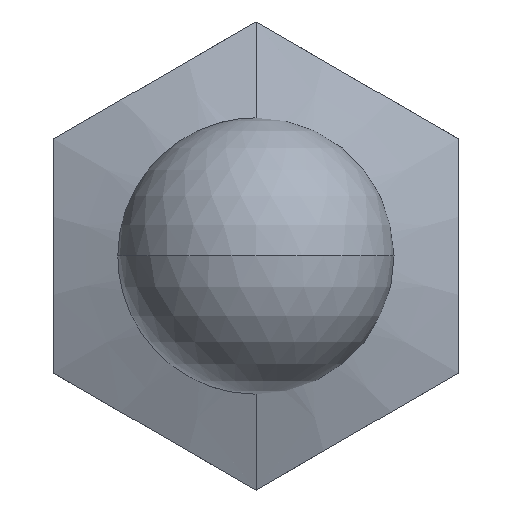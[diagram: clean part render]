
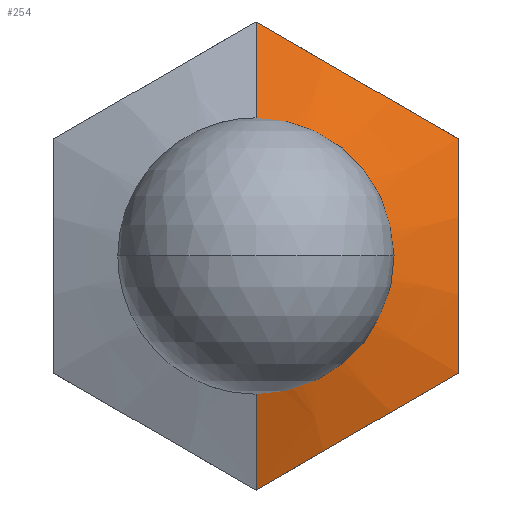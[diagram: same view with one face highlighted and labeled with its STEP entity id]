
A CAD part, front view. The second image highlights one B-rep face of the part: STEP entity #254.
In plain terms, the highlighted conical face has half-angle 70 degrees and reference radius 12.7 mm.
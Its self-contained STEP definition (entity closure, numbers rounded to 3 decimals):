
#3 = DIRECTION ( 'NONE',  ( 0., 0., 1. ) ) ;
#5 = CARTESIAN_POINT ( 'NONE',  ( 0.003, -8.061, 12.7 ) ) ;
#14 = CARTESIAN_POINT ( 'NONE',  ( 1.835, -8.41, -11.642 ) ) ;
#17 = LINE ( 'NONE', #353, #294 ) ;
#49 = EDGE_CURVE ( 'NONE', #1234, #884, #916, .T. ) ;
#65 = VERTEX_POINT ( 'NONE', #331 ) ;
#66 = CARTESIAN_POINT ( 'NONE',  ( 11., -8.41, -4.231 ) ) ;
#98 = ORIENTED_EDGE ( 'NONE', *, *, #575, .T. ) ;
#104 = CARTESIAN_POINT ( 'NONE',  ( 0., -8.061, 12.7 ) ) ;
#115 = CARTESIAN_POINT ( 'NONE',  ( 5.5, -8.737, -9.526 ) ) ;
#138 = ORIENTED_EDGE ( 'NONE', *, *, #708, .F. ) ;
#171 = CARTESIAN_POINT ( 'NONE',  ( 11., -8.624, -2.109 ) ) ;
#173 = CARTESIAN_POINT ( 'NONE',  ( 10.997, -8.061, 6.353 ) ) ;
#201 = CARTESIAN_POINT ( 'NONE',  ( 10.081, -8.254, 6.882 ) ) ;
#204 = EDGE_CURVE ( 'NONE', #936, #1208, #444, .T. ) ;
#213 = VERTEX_POINT ( 'NONE', #867 ) ;
#214 = ORIENTED_EDGE ( 'NONE', *, *, #356, .F. ) ;
#222 = CARTESIAN_POINT ( 'NONE',  ( 9.165, -8.41, -7.41 ) ) ;
#254 = ADVANCED_FACE ( 'NONE', ( #645 ), #818, .T. ) ;
#256 = CIRCLE ( 'NONE', #332, 12.7 ) ;
#258 = EDGE_CURVE ( 'NONE', #515, #884, #17, .T. ) ;
#259 = CARTESIAN_POINT ( 'NONE',  ( 0., -8.061, 0. ) ) ;
#268 = ORIENTED_EDGE ( 'NONE', *, *, #973, .F. ) ;
#283 = CARTESIAN_POINT ( 'NONE',  ( 11., -8.68, 1.069 ) ) ;
#294 = VECTOR ( 'NONE', #367, 1000. ) ;
#325 = CARTESIAN_POINT ( 'NONE',  ( 10.997, -8.061, -6.353 ) ) ;
#331 = CARTESIAN_POINT ( 'NONE',  ( 0.003, -8.061, 12.7 ) ) ;
#332 = AXIS2_PLACEMENT_3D ( 'NONE', #400, #1101, #510 ) ;
#339 = CIRCLE ( 'NONE', #757, 6. ) ;
#353 = CARTESIAN_POINT ( 'NONE',  ( 0., -8.061, -12.7 ) ) ;
#356 = EDGE_CURVE ( 'NONE', #1208, #65, #479, .T. ) ;
#367 = DIRECTION ( 'NONE',  ( 0., 0.342, -0.94 ) ) ;
#369 = DIRECTION ( 'NONE',  ( 0., 0., 1. ) ) ;
#370 = DIRECTION ( 'NONE',  ( 0., 1., 0. ) ) ;
#380 = CARTESIAN_POINT ( 'NONE',  ( 0., -8.061, 0. ) ) ;
#392 = CARTESIAN_POINT ( 'NONE',  ( 11., -8.409, 4.238 ) ) ;
#400 = CARTESIAN_POINT ( 'NONE',  ( 0., -8.061, 0. ) ) ;
#402 = B_SPLINE_CURVE_WITH_KNOTS ( 'NONE', 3,
 ( #627, #201, #1032, #429, #1122, #534, #1224, #631, #5 ),
 .UNSPECIFIED., .F., .F.,
 ( 4, 2, 1, 2, 4 ),
 ( 0., 0.003, 0.006, 0.01, 0.013 ),
 .UNSPECIFIED. ) ;
#417 = CARTESIAN_POINT ( 'NONE',  ( 0., -10.5, -6. ) ) ;
#418 = VERTEX_POINT ( 'NONE', #173 ) ;
#419 = DIRECTION ( 'NONE',  ( 0., 0., 1. ) ) ;
#429 = CARTESIAN_POINT ( 'NONE',  ( 7.332, -8.624, 8.468 ) ) ;
#444 = LINE ( 'NONE', #918, #939 ) ;
#458 = ORIENTED_EDGE ( 'NONE', *, *, #49, .F. ) ;
#476 = DIRECTION ( 'NONE',  ( 0., 0., 1. ) ) ;
#479 = CIRCLE ( 'NONE', #1284, 12.7 ) ;
#500 = CARTESIAN_POINT ( 'NONE',  ( 11., -8.061, 6.347 ) ) ;
#510 = DIRECTION ( 'NONE',  ( 0., 0., 1. ) ) ;
#515 = VERTEX_POINT ( 'NONE', #417 ) ;
#516 = ORIENTED_EDGE ( 'NONE', *, *, #258, .T. ) ;
#519 = DIRECTION ( 'NONE',  ( 0., 1., 0. ) ) ;
#534 = CARTESIAN_POINT ( 'NONE',  ( 3.668, -8.624, 10.584 ) ) ;
#546 = CARTESIAN_POINT ( 'NONE',  ( 0.003, -8.061, -12.7 ) ) ;
#551 = DIRECTION ( 'NONE',  ( 0., 1., 0. ) ) ;
#553 = CARTESIAN_POINT ( 'NONE',  ( 0., -8.061, 0. ) ) ;
#575 = EDGE_CURVE ( 'NONE', #418, #65, #402, .T. ) ;
#583 = B_SPLINE_CURVE_WITH_KNOTS ( 'NONE', 3,
 ( #801, #994, #66, #171, #899, #283, #998, #392, #1096, #500 ),
 .UNSPECIFIED., .F., .F.,
 ( 4, 2, 2, 2, 4 ),
 ( 0.011, 0.014, 0.017, 0.02, 0.023 ),
 .UNSPECIFIED. ) ;
#607 = B_SPLINE_CURVE_WITH_KNOTS ( 'NONE', 3,
 ( #1237, #1041, #14, #745, #115, #847, #222, #943, #325 ),
 .UNSPECIFIED., .F., .F.,
 ( 4, 2, 1, 2, 4 ),
 ( 0., 0.003, 0.006, 0.01, 0.013 ),
 .UNSPECIFIED. ) ;
#627 = CARTESIAN_POINT ( 'NONE',  ( 10.997, -8.061, 6.353 ) ) ;
#629 = ORIENTED_EDGE ( 'NONE', *, *, #204, .F. ) ;
#630 = DIRECTION ( 'NONE',  ( 0., 1., 0. ) ) ;
#631 = CARTESIAN_POINT ( 'NONE',  ( 0.919, -8.254, 12.171 ) ) ;
#645 = FACE_OUTER_BOUND ( 'NONE', #1183, .T. ) ;
#677 = ORIENTED_EDGE ( 'NONE', *, *, #1117, .T. ) ;
#695 = CARTESIAN_POINT ( 'NONE',  ( 0., -8.061, -12.7 ) ) ;
#708 = EDGE_CURVE ( 'NONE', #418, #1293, #944, .T. ) ;
#719 = AXIS2_PLACEMENT_3D ( 'NONE', #380, #370, #419 ) ;
#745 = CARTESIAN_POINT ( 'NONE',  ( 3.668, -8.624, -10.584 ) ) ;
#757 = AXIS2_PLACEMENT_3D ( 'NONE', #1222, #630, #3 ) ;
#761 = CARTESIAN_POINT ( 'NONE',  ( 11., -8.061, 6.347 ) ) ;
#801 = CARTESIAN_POINT ( 'NONE',  ( 11., -8.061, -6.347 ) ) ;
#805 = CARTESIAN_POINT ( 'NONE',  ( 0., -10.5, 6. ) ) ;
#818 = CONICAL_SURFACE ( 'NONE', #719, 12.7, 1.222 ) ;
#847 = CARTESIAN_POINT ( 'NONE',  ( 7.332, -8.624, -8.468 ) ) ;
#867 = CARTESIAN_POINT ( 'NONE',  ( 10.997, -8.061, -6.353 ) ) ;
#883 = DIRECTION ( 'NONE',  ( 0., 0.342, 0.94 ) ) ;
#884 = VERTEX_POINT ( 'NONE', #695 ) ;
#899 = CARTESIAN_POINT ( 'NONE',  ( 11., -8.68, -1.049 ) ) ;
#905 = EDGE_CURVE ( 'NONE', #940, #1293, #583, .T. ) ;
#916 = CIRCLE ( 'NONE', #941, 12.7 ) ;
#918 = CARTESIAN_POINT ( 'NONE',  ( 0., -8.061, 12.7 ) ) ;
#936 = VERTEX_POINT ( 'NONE', #805 ) ;
#939 = VECTOR ( 'NONE', #883, 1000. ) ;
#940 = VERTEX_POINT ( 'NONE', #1098 ) ;
#941 = AXIS2_PLACEMENT_3D ( 'NONE', #553, #519, #476 ) ;
#943 = CARTESIAN_POINT ( 'NONE',  ( 10.081, -8.254, -6.882 ) ) ;
#944 = CIRCLE ( 'NONE', #982, 12.7 ) ;
#973 = EDGE_CURVE ( 'NONE', #940, #213, #256, .T. ) ;
#981 = DIRECTION ( 'NONE',  ( 0., 1., 0. ) ) ;
#982 = AXIS2_PLACEMENT_3D ( 'NONE', #1136, #551, #1243 ) ;
#994 = CARTESIAN_POINT ( 'NONE',  ( 11., -8.253, -5.295 ) ) ;
#998 = CARTESIAN_POINT ( 'NONE',  ( 11., -8.623, 2.126 ) ) ;
#1032 = CARTESIAN_POINT ( 'NONE',  ( 9.165, -8.41, 7.41 ) ) ;
#1041 = CARTESIAN_POINT ( 'NONE',  ( 0.919, -8.254, -12.171 ) ) ;
#1096 = CARTESIAN_POINT ( 'NONE',  ( 11., -8.253, 5.294 ) ) ;
#1098 = CARTESIAN_POINT ( 'NONE',  ( 11., -8.061, -6.347 ) ) ;
#1101 = DIRECTION ( 'NONE',  ( 0., 1., 0. ) ) ;
#1117 = EDGE_CURVE ( 'NONE', #936, #515, #339, .T. ) ;
#1122 = CARTESIAN_POINT ( 'NONE',  ( 5.5, -8.737, 9.526 ) ) ;
#1136 = CARTESIAN_POINT ( 'NONE',  ( 0., -8.061, 0. ) ) ;
#1178 = ORIENTED_EDGE ( 'NONE', *, *, #1232, .T. ) ;
#1183 = EDGE_LOOP ( 'NONE', ( #677, #516, #458, #1178, #268, #1275, #138, #98, #214, #629 ) ) ;
#1208 = VERTEX_POINT ( 'NONE', #104 ) ;
#1222 = CARTESIAN_POINT ( 'NONE',  ( 0., -10.5, 0. ) ) ;
#1224 = CARTESIAN_POINT ( 'NONE',  ( 1.835, -8.41, 11.642 ) ) ;
#1232 = EDGE_CURVE ( 'NONE', #1234, #213, #607, .T. ) ;
#1234 = VERTEX_POINT ( 'NONE', #546 ) ;
#1237 = CARTESIAN_POINT ( 'NONE',  ( 0.003, -8.061, -12.7 ) ) ;
#1243 = DIRECTION ( 'NONE',  ( 0., 0., 1. ) ) ;
#1275 = ORIENTED_EDGE ( 'NONE', *, *, #905, .T. ) ;
#1284 = AXIS2_PLACEMENT_3D ( 'NONE', #259, #981, #369 ) ;
#1293 = VERTEX_POINT ( 'NONE', #761 ) ;
